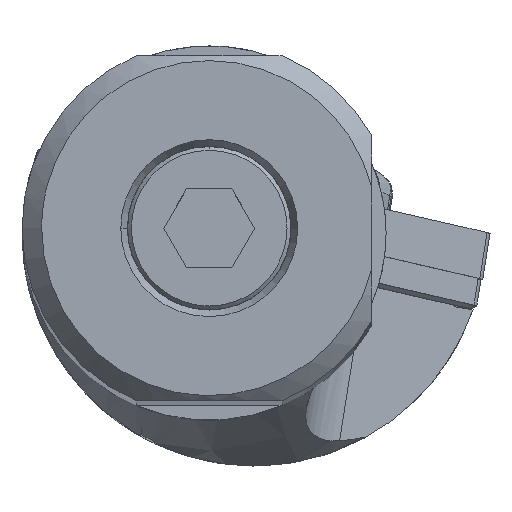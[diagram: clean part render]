
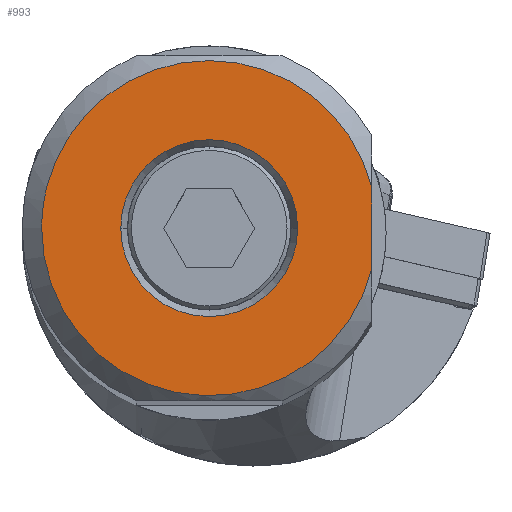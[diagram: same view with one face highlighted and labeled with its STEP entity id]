
A CAD part, top view. The second image highlights one B-rep face of the part: STEP entity #993.
In plain terms, the highlighted planar face has unit normal (0, 0, 1).
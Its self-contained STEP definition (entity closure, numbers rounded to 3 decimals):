
#993=ADVANCED_FACE('',(#1440,#1441),#1337,.T.);
#1337=PLANE('',#6848);
#1440=FACE_BOUND('',#1482,.T.);
#1441=FACE_BOUND('',#1483,.T.);
#1482=EDGE_LOOP('',(#1902,#1903,#1904,#1905));
#1483=EDGE_LOOP('',(#1906,#1907));
#1902=ORIENTED_EDGE('',*,*,#4646,.F.);
#1903=ORIENTED_EDGE('',*,*,#4647,.F.);
#1904=ORIENTED_EDGE('',*,*,#4648,.F.);
#1905=ORIENTED_EDGE('',*,*,#4649,.T.);
#1906=ORIENTED_EDGE('',*,*,#4650,.F.);
#1907=ORIENTED_EDGE('',*,*,#4651,.F.);
#3942=VERTEX_POINT('',#9275);
#3943=VERTEX_POINT('',#9276);
#3944=VERTEX_POINT('',#9278);
#3945=VERTEX_POINT('',#9280);
#3946=VERTEX_POINT('',#9283);
#3947=VERTEX_POINT('',#9284);
#4646=EDGE_CURVE('',#3942,#3943,#5677,.T.);
#4647=EDGE_CURVE('',#3944,#3942,#5678,.T.);
#4648=EDGE_CURVE('',#3945,#3944,#5679,.T.);
#4649=EDGE_CURVE('',#3945,#3943,#6071,.T.);
#4650=EDGE_CURVE('',#3946,#3947,#5680,.T.);
#4651=EDGE_CURVE('',#3947,#3946,#5681,.T.);
#5677=CIRCLE('',#6843,17.05);
#5678=CIRCLE('',#6844,17.05);
#5679=CIRCLE('',#6845,17.05);
#5680=CIRCLE('',#6846,9.);
#5681=CIRCLE('',#6847,9.);
#6071=LINE('',#9281,#6419);
#6419=VECTOR('',#7593,1.);
#6843=AXIS2_PLACEMENT_3D('',#9274,#7587,#7588);
#6844=AXIS2_PLACEMENT_3D('',#9277,#7589,#7590);
#6845=AXIS2_PLACEMENT_3D('',#9279,#7591,#7592);
#6846=AXIS2_PLACEMENT_3D('',#9282,#7594,#7595);
#6847=AXIS2_PLACEMENT_3D('',#9285,#7596,#7597);
#6848=AXIS2_PLACEMENT_3D('',#9286,#7598,#7599);
#7587=DIRECTION('',(0.,0.,-1.));
#7588=DIRECTION('',(-0.971,0.24,0.));
#7589=DIRECTION('',(0.,0.,-1.));
#7590=DIRECTION('',(-1.,0.,0.));
#7591=DIRECTION('',(0.,0.,-1.));
#7592=DIRECTION('',(0.971,-0.24,0.));
#7593=DIRECTION('',(0.,1.,0.));
#7594=DIRECTION('',(0.,0.,1.));
#7595=DIRECTION('',(-1.,0.,0.));
#7596=DIRECTION('',(0.,0.,1.));
#7597=DIRECTION('',(1.,0.,0.));
#7598=DIRECTION('',(0.,0.,1.));
#7599=DIRECTION('',(-1.,0.,0.));
#9274=CARTESIAN_POINT('',(0.,0.,0.));
#9275=CARTESIAN_POINT('',(-16.55,4.099,0.));
#9276=CARTESIAN_POINT('',(16.55,4.099,0.));
#9277=CARTESIAN_POINT('',(0.,0.,0.));
#9278=CARTESIAN_POINT('',(-17.05,0.,0.));
#9279=CARTESIAN_POINT('',(0.,0.,0.));
#9280=CARTESIAN_POINT('',(16.55,-4.099,0.));
#9281=CARTESIAN_POINT('',(16.55,-4.099,0.));
#9282=CARTESIAN_POINT('',(0.,0.,0.));
#9283=CARTESIAN_POINT('',(-9.,0.,0.));
#9284=CARTESIAN_POINT('',(9.,0.,0.));
#9285=CARTESIAN_POINT('',(0.,0.,0.));
#9286=CARTESIAN_POINT('',(-0.25,0.,0.));
